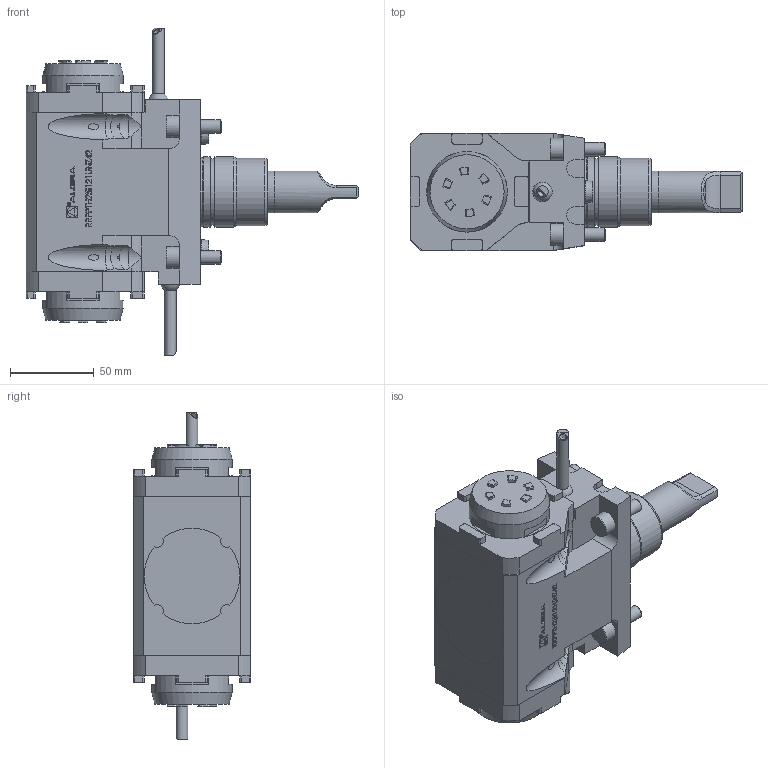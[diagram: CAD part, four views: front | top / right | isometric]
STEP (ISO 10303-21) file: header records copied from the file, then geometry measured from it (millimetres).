
FILE_DESCRIPTION (( 'STEP AP214' ), '1' );
FILE_NAME ('RRPPTH25I121UNZ42.STEP', '2026-01-24T09:15:49', ( '' ), ( '' ), 'SwSTEP 2.0', 'SolidWorks 2023', '' );
FILE_SCHEMA (( 'AUTOMOTIVE_DESIGN' ));
Length unit declared in the file: millimetre
Products named in the file (1): RRPPTH25I121UNZ42
Bounding box: 198 x 70 x 195.28 mm (x, y, z)
Volume: 897568.8 mm3; surface area: 78456 mm2
Topology: 1 solids, 1 shells, 723 faces, 1893 edges, 1252 vertices
Faces by surface type: plane 416, cylinder 177, bspline 90, cone 18, torus 16, sphere 6
Full cylindrical faces by diameter (mm): 1.7 x1, 2.1 x1, 4 x2, 5 x1, 6.366 x1, 7 x2, 8 x4, 13 x4, 13.5 x2, 24.9 x1, 25 x1, 39.4 x1, 40.3 x1, 41.6 x1, 42 x2, 48 x2
Entity records: 30464 total; most frequent: CARTESIAN_POINT 10053, ORIENTED_EDGE 3614, DIRECTION 3176, EDGE_CURVE 1807, VERTEX_POINT 1225, VECTOR 1146, LINE 1146, AXIS2_PLACEMENT_3D 1015
